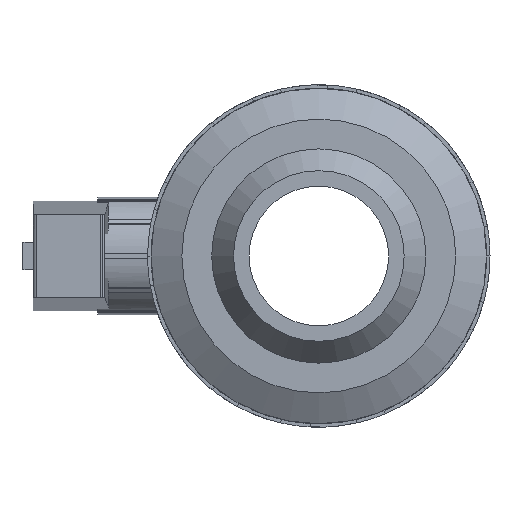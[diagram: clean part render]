
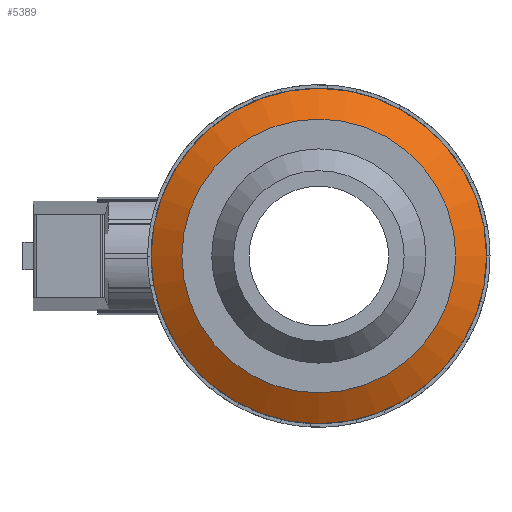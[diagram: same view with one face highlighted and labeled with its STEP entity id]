
A CAD part, left-side view. The second image highlights one B-rep face of the part: STEP entity #5389.
In plain terms, the highlighted conical face has half-angle 60 degrees and reference radius 81.225 mm.
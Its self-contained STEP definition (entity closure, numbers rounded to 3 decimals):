
#34=CONICAL_SURFACE('',#5714,81.225,1.047);
#401=FACE_OUTER_BOUND('',#696,.T.);
#696=EDGE_LOOP('',(#3732,#3733,#3734,#3735));
#1010=LINE('',#8685,#1525);
#1525=VECTOR('',#6333,81.225);
#2009=CIRCLE('',#5715,88.445);
#2010=CIRCLE('',#5716,72.2);
#2273=VERTEX_POINT('',#8682);
#2274=VERTEX_POINT('',#8684);
#2832=EDGE_CURVE('',#2273,#2273,#2009,.T.);
#2833=EDGE_CURVE('',#2273,#2274,#1010,.T.);
#2834=EDGE_CURVE('',#2274,#2274,#2010,.T.);
#3732=ORIENTED_EDGE('',*,*,#2832,.T.);
#3733=ORIENTED_EDGE('',*,*,#2833,.T.);
#3734=ORIENTED_EDGE('',*,*,#2834,.F.);
#3735=ORIENTED_EDGE('',*,*,#2833,.F.);
#5389=ADVANCED_FACE('',(#401),#34,.T.);
#5714=AXIS2_PLACEMENT_3D('',#8681,#6329,#6330);
#5715=AXIS2_PLACEMENT_3D('',#8683,#6331,#6332);
#5716=AXIS2_PLACEMENT_3D('',#8686,#6334,#6335);
#6329=DIRECTION('center_axis',(1.,0.,0.));
#6330=DIRECTION('ref_axis',(0.,1.,0.));
#6331=DIRECTION('center_axis',(-1.,0.,0.));
#6332=DIRECTION('ref_axis',(0.,1.,0.));
#6333=DIRECTION('',(-0.5,0.866,0.));
#6334=DIRECTION('center_axis',(-1.,0.,0.));
#6335=DIRECTION('ref_axis',(0.,1.,0.));
#8681=CARTESIAN_POINT('Origin',(-87.662,0.,0.));
#8682=CARTESIAN_POINT('',(-83.493,-88.445,0.));
#8683=CARTESIAN_POINT('Origin',(-83.493,0.,0.));
#8684=CARTESIAN_POINT('',(-92.872,-72.2,0.));
#8685=CARTESIAN_POINT('',(-87.662,-81.225,0.));
#8686=CARTESIAN_POINT('Origin',(-92.872,0.,0.));
